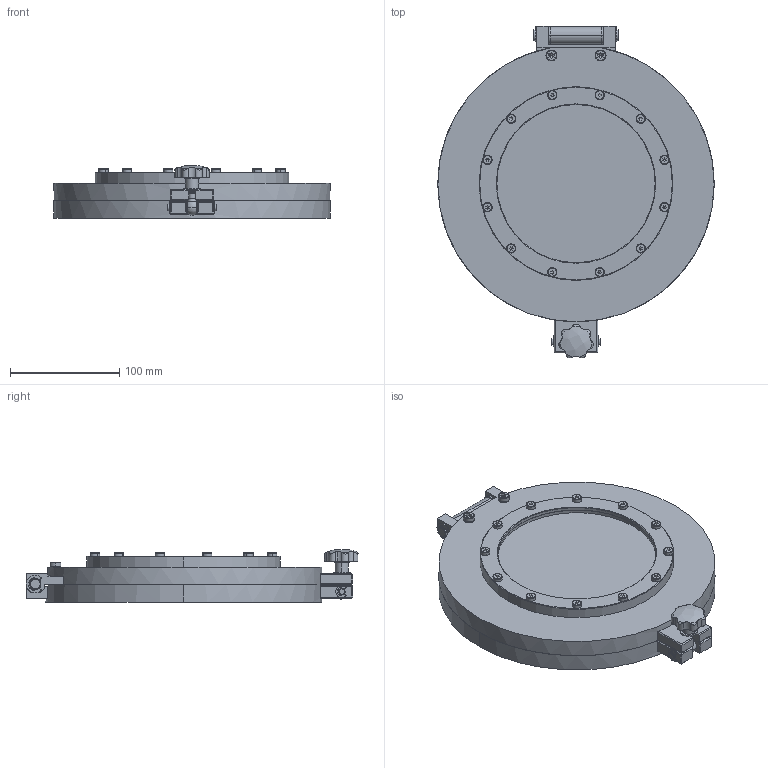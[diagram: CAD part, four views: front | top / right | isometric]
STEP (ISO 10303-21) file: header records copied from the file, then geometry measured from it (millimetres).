
FILE_DESCRIPTION (( 'STEP AP214' ), '1' );
FILE_NAME ('420KTU200-G.stp', '2017-05-22T06:29:52', ( '' ), ( '' ), 'SwSTEP 2.0', 'SolidWorks 2015', '' );
FILE_SCHEMA (( 'AUTOMOTIVE_DESIGN' ));
Length unit declared in the file: millimetre
Products named in the file (1): 420KTU200-G
Bounding box: 253.2 x 304.22 x 47.94 mm (x, y, z)
Volume: 1074792.6 mm3; surface area: 276826.5 mm2
Topology: 28 solids, 28 shells, 1110 faces, 2604 edges, 1589 vertices
Faces by surface type: cylinder 416, plane 412, cone 196, torus 76, bspline 8, sphere 2
Entity records: 44754 total; most frequent: CARTESIAN_POINT 6036, DIRECTION 5969, ORIENTED_EDGE 5090, EDGE_CURVE 2545, AXIS2_PLACEMENT_3D 2359, VERTEX_POINT 1586, EDGE_LOOP 1281, CIRCLE 1256
